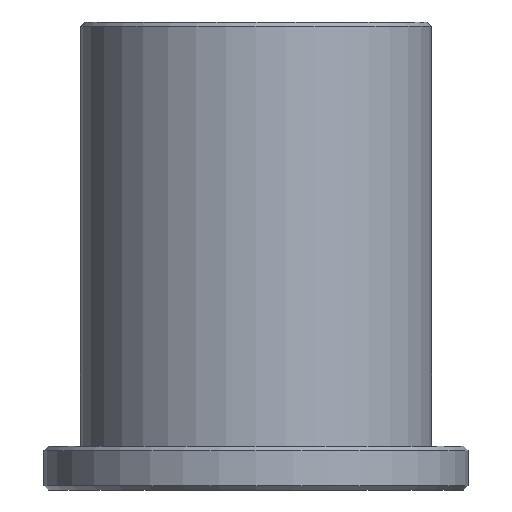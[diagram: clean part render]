
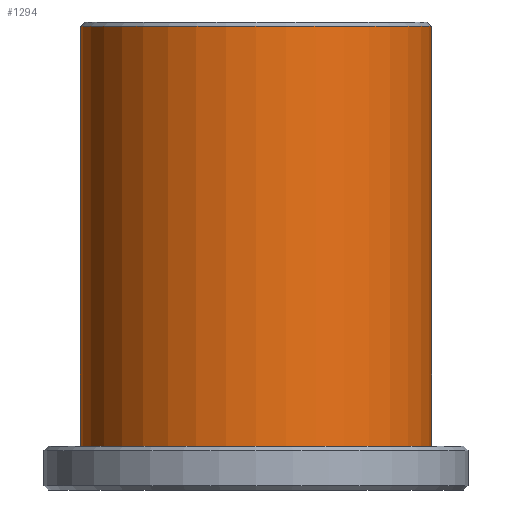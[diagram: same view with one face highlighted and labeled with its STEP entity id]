
A CAD part, front view. The second image highlights one B-rep face of the part: STEP entity #1294.
In plain terms, the highlighted cylindrical face has radius 12 mm (diameter 24 mm), a partial arc.
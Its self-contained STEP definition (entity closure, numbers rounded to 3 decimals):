
#3 = CARTESIAN_POINT ( 'NONE',  ( 0., 0., 3. ) ) ;
#19 = CIRCLE ( 'NONE', #167, 12. ) ;
#63 = AXIS2_PLACEMENT_3D ( 'NONE', #684, #656, #644 ) ;
#92 = EDGE_CURVE ( 'NONE', #1434, #1247, #757, .T. ) ;
#147 = DIRECTION ( 'NONE',  ( -1., 0., 0. ) ) ;
#154 = CARTESIAN_POINT ( 'NONE',  ( 0., 0., 32. ) ) ;
#167 = AXIS2_PLACEMENT_3D ( 'NONE', #3, #561, #1243 ) ;
#220 = DIRECTION ( 'NONE',  ( 0., 0., -1. ) ) ;
#252 = VERTEX_POINT ( 'NONE', #1443 ) ;
#265 = DIRECTION ( 'NONE',  ( 0., 0., -1. ) ) ;
#304 = ORIENTED_EDGE ( 'NONE', *, *, #92, .T. ) ;
#337 = CARTESIAN_POINT ( 'NONE',  ( -12., 0., 3. ) ) ;
#368 = DIRECTION ( 'NONE',  ( 0., 0., -1. ) ) ;
#373 = CARTESIAN_POINT ( 'NONE',  ( -12., 0., 31.7 ) ) ;
#397 = EDGE_CURVE ( 'NONE', #1247, #440, #1296, .T. ) ;
#440 = VERTEX_POINT ( 'NONE', #337 ) ;
#483 = EDGE_CURVE ( 'NONE', #252, #440, #19, .T. ) ;
#509 = ORIENTED_EDGE ( 'NONE', *, *, #1235, .F. ) ;
#543 = EDGE_LOOP ( 'NONE', ( #509, #304, #1208, #802 ) ) ;
#561 = DIRECTION ( 'NONE',  ( 0., 0., -1. ) ) ;
#575 = AXIS2_PLACEMENT_3D ( 'NONE', #154, #265, #147 ) ;
#644 = DIRECTION ( 'NONE',  ( 1., 0., 0. ) ) ;
#656 = DIRECTION ( 'NONE',  ( 0., 0., -1. ) ) ;
#684 = CARTESIAN_POINT ( 'NONE',  ( 0., 0., 31.7 ) ) ;
#757 = CIRCLE ( 'NONE', #63, 12. ) ;
#802 = ORIENTED_EDGE ( 'NONE', *, *, #483, .F. ) ;
#818 = CARTESIAN_POINT ( 'NONE',  ( -12., 0., 32. ) ) ;
#873 = FACE_OUTER_BOUND ( 'NONE', #543, .T. ) ;
#1020 = LINE ( 'NONE', #1378, #1308 ) ;
#1042 = VECTOR ( 'NONE', #220, 1000. ) ;
#1092 = CARTESIAN_POINT ( 'NONE',  ( 12., 0., 31.7 ) ) ;
#1208 = ORIENTED_EDGE ( 'NONE', *, *, #397, .T. ) ;
#1235 = EDGE_CURVE ( 'NONE', #1434, #252, #1020, .T. ) ;
#1243 = DIRECTION ( 'NONE',  ( -1., 0., 0. ) ) ;
#1247 = VERTEX_POINT ( 'NONE', #373 ) ;
#1294 = ADVANCED_FACE ( 'NONE', ( #873 ), #1416, .T. ) ;
#1296 = LINE ( 'NONE', #818, #1042 ) ;
#1308 = VECTOR ( 'NONE', #368, 1000. ) ;
#1378 = CARTESIAN_POINT ( 'NONE',  ( 12., 0., 32. ) ) ;
#1416 = CYLINDRICAL_SURFACE ( 'NONE', #575, 12. ) ;
#1434 = VERTEX_POINT ( 'NONE', #1092 ) ;
#1443 = CARTESIAN_POINT ( 'NONE',  ( 12., 0., 3. ) ) ;
